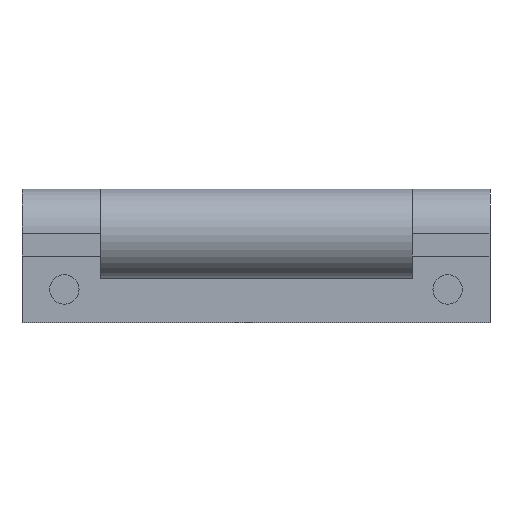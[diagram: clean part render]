
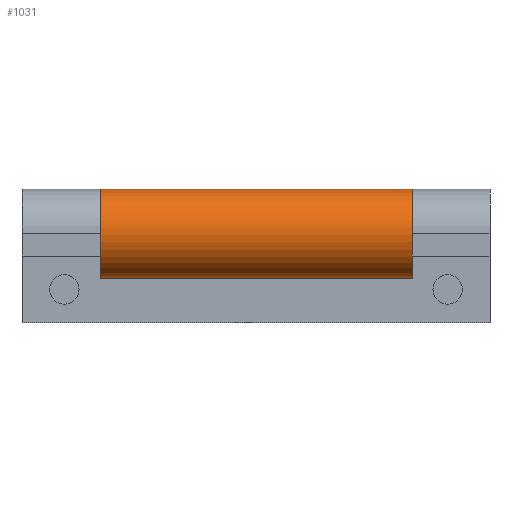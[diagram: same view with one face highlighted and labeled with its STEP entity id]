
A CAD part, left-side view. The second image highlights one B-rep face of the part: STEP entity #1031.
In plain terms, the highlighted cylindrical face has radius 10 mm (diameter 20 mm), a partial arc.
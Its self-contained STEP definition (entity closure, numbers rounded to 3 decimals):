
#974=CARTESIAN_POINT('',(2.,17.5,10.));
#975=VERTEX_POINT('',#974);
#982=CARTESIAN_POINT('',(2.,87.5,10.));
#983=VERTEX_POINT('',#982);
#984=CARTESIAN_POINT('',(2.,87.5,10.));
#985=DIRECTION('',(0.0,-1.0,0.0));
#986=VECTOR('',#985,70.0);
#987=LINE('',#984,#986);
#988=EDGE_CURVE('',#983,#975,#987,.T.);
#999=CARTESIAN_POINT('',(2.,87.5,20.));
#1000=DIRECTION('',(0.,1.0,0.));
#1001=DIRECTION('',(0.121,0.,0.993));
#1002=AXIS2_PLACEMENT_3D('',#999,#1000,#1001);
#1003=CYLINDRICAL_SURFACE('',#1002,10.);
#1004=ORIENTED_EDGE('',*,*,#988,.T.);
#1005=CARTESIAN_POINT('',(3.207,17.5,29.927));
#1006=VERTEX_POINT('',#1005);
#1007=CARTESIAN_POINT('',(2.,17.5,20.));
#1008=DIRECTION('',(0.,1.0,0.));
#1009=DIRECTION('',(0.121,0.,0.993));
#1010=AXIS2_PLACEMENT_3D('',#1007,#1008,#1009);
#1011=CIRCLE('',#1010,10.);
#1012=EDGE_CURVE('',#975,#1006,#1011,.T.);
#1013=ORIENTED_EDGE('',*,*,#1012,.T.);
#1014=CARTESIAN_POINT('',(3.207,87.5,29.927));
#1015=VERTEX_POINT('',#1014);
#1016=CARTESIAN_POINT('',(3.207,87.5,29.927));
#1017=DIRECTION('',(0.0,-1.0,0.0));
#1018=VECTOR('',#1017,70.0);
#1019=LINE('',#1016,#1018);
#1020=EDGE_CURVE('',#1015,#1006,#1019,.T.);
#1021=ORIENTED_EDGE('',*,*,#1020,.F.);
#1022=CARTESIAN_POINT('',(2.,87.5,20.));
#1023=DIRECTION('',(0.,1.0,0.));
#1024=DIRECTION('',(0.121,0.,0.993));
#1025=AXIS2_PLACEMENT_3D('',#1022,#1023,#1024);
#1026=CIRCLE('',#1025,10.);
#1027=EDGE_CURVE('',#983,#1015,#1026,.T.);
#1028=ORIENTED_EDGE('',*,*,#1027,.F.);
#1029=EDGE_LOOP('',(#1004,#1013,#1021,#1028));
#1030=FACE_OUTER_BOUND('',#1029,.T.);
#1031=ADVANCED_FACE('',(#1030),#1003,.T.);
